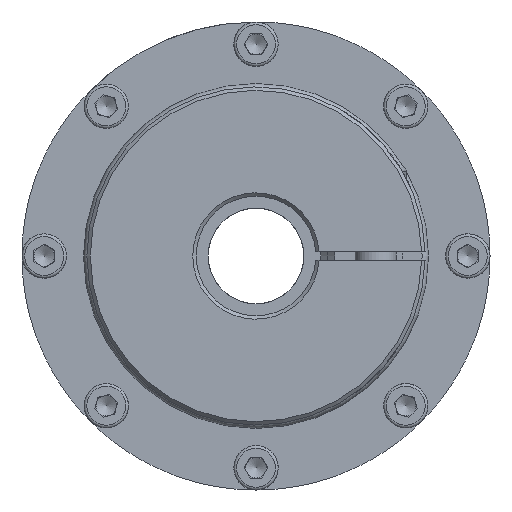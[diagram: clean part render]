
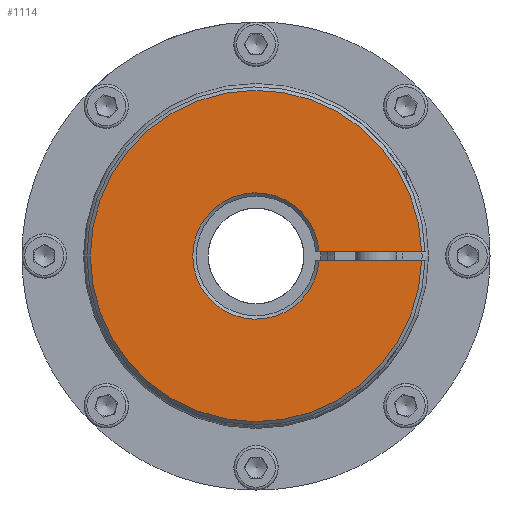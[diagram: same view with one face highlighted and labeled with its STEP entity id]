
A CAD part, left-side view. The second image highlights one B-rep face of the part: STEP entity #1114.
In plain terms, the highlighted planar face has unit normal (-1, 0, 0).
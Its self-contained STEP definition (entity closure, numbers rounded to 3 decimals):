
#1114 = ADVANCED_FACE( '', ( #2548 ), #2549, .T. );
#2548 = FACE_OUTER_BOUND( '', #4255, .T. );
#2549 = PLANE( '', #4256 );
#4255 = EDGE_LOOP( '', ( #7424, #7425, #7426, #7427 ) );
#4256 = AXIS2_PLACEMENT_3D( '', #7428, #7429, #7430 );
#7424 = ORIENTED_EDGE( '', *, *, #9707, .T. );
#7425 = ORIENTED_EDGE( '', *, *, #9340, .T. );
#7426 = ORIENTED_EDGE( '', *, *, #9679, .T. );
#7427 = ORIENTED_EDGE( '', *, *, #10078, .T. );
#7428 = CARTESIAN_POINT( '', ( -82.5, 12.5, 0. ) );
#7429 = DIRECTION( '', ( -1., 0., 0. ) );
#7430 = DIRECTION( '', ( 0., 0., 1. ) );
#9340 = EDGE_CURVE( '', #11183, #11187, #11189, .F. );
#9679 = EDGE_CURVE( '', #11187, #11718, #11720, .T. );
#9707 = EDGE_CURVE( '', #11762, #11183, #11763, .T. );
#10078 = EDGE_CURVE( '', #11718, #11762, #12264, .T. );
#11183 = VERTEX_POINT( '', #14645 );
#11187 = VERTEX_POINT( '', #14652 );
#11189 = CIRCLE( '', #14657, 18.5 );
#11718 = VERTEX_POINT( '', #16099 );
#11720 = LINE( '', #16102, #16103 );
#11762 = VERTEX_POINT( '', #16187 );
#11763 = LINE( '', #16188, #16189 );
#12264 = CIRCLE( '', #17244, 48.5 );
#14645 = CARTESIAN_POINT( '', ( -82.5, -18.461, -1.2 ) );
#14652 = CARTESIAN_POINT( '', ( -82.5, -18.461, 1.2 ) );
#14657 = AXIS2_PLACEMENT_3D( '', #18329, #18330, #18331 );
#16099 = CARTESIAN_POINT( '', ( -82.5, -48.485, 1.2 ) );
#16102 = CARTESIAN_POINT( '', ( -82.5, -5., 1.2 ) );
#16103 = VECTOR( '', #18743, 1000. );
#16187 = CARTESIAN_POINT( '', ( -82.5, -48.485, -1.2 ) );
#16188 = CARTESIAN_POINT( '', ( -82.5, -5., -1.2 ) );
#16189 = VECTOR( '', #18787, 1000. );
#17244 = AXIS2_PLACEMENT_3D( '', #19200, #19201, #19202 );
#18329 = CARTESIAN_POINT( '', ( -82.5, 0., 0. ) );
#18330 = DIRECTION( '', ( -1., 0., 0. ) );
#18331 = DIRECTION( '', ( 0., 0., 1. ) );
#18743 = DIRECTION( '', ( 0., -1., 0. ) );
#18787 = DIRECTION( '', ( 0., 1., 0. ) );
#19200 = CARTESIAN_POINT( '', ( -82.5, 0., 0. ) );
#19201 = DIRECTION( '', ( -1., 0., 0. ) );
#19202 = DIRECTION( '', ( 0., 1., 0. ) );
